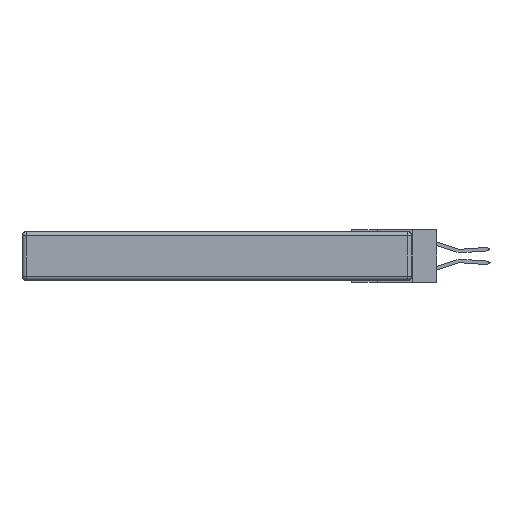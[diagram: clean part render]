
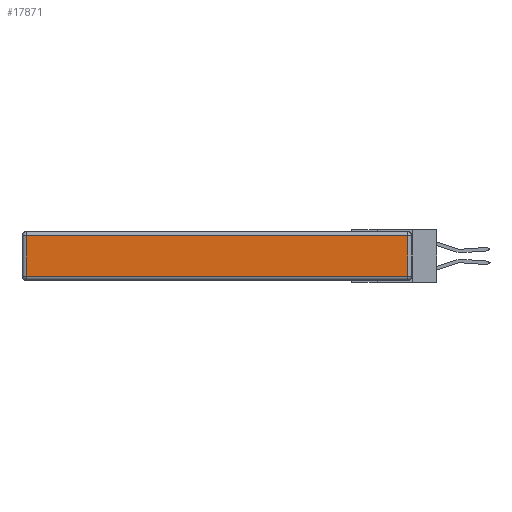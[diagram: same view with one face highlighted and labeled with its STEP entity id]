
A CAD part, left-side view. The second image highlights one B-rep face of the part: STEP entity #17871.
In plain terms, the highlighted planar face has unit normal (-1, 0, 0).
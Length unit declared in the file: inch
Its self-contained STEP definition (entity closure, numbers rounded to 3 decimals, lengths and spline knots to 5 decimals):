
#86 = ORIENTED_EDGE ( 'NONE', *, *, #11187, .T. ) ;
#453 = DIRECTION ( 'NONE',  ( 0., 1., 0. ) ) ;
#615 = CARTESIAN_POINT ( 'NONE',  ( 0., 0., -0.313 ) ) ;
#884 = VECTOR ( 'NONE', #20777, 39.37008 ) ;
#2481 = DIRECTION ( 'NONE',  ( 0., 0., 1. ) ) ;
#2728 = VECTOR ( 'NONE', #13678, 39.37008 ) ;
#3172 = AXIS2_PLACEMENT_3D ( 'NONE', #8752, #15562, #19024 ) ;
#3355 = CARTESIAN_POINT ( 'NONE',  ( 0., 0.03, -0.03 ) ) ;
#4287 = VERTEX_POINT ( 'NONE', #3355 ) ;
#4531 = ORIENTED_EDGE ( 'NONE', *, *, #16480, .T. ) ;
#6034 = CARTESIAN_POINT ( 'NONE',  ( 0., 2.72, -0.313 ) ) ;
#6111 = ORIENTED_EDGE ( 'NONE', *, *, #14656, .T. ) ;
#7138 = LINE ( 'NONE', #21073, #14308 ) ;
#7161 = PLANE ( 'NONE',  #3172 ) ;
#8752 = CARTESIAN_POINT ( 'NONE',  ( 0., 0., -0.343 ) ) ;
#10915 = CARTESIAN_POINT ( 'NONE',  ( 0., 2.75, -0.03 ) ) ;
#11187 = EDGE_CURVE ( 'NONE', #11720, #15202, #19747, .T. ) ;
#11507 = CARTESIAN_POINT ( 'NONE',  ( 0., 2.72, -0.03 ) ) ;
#11720 = VERTEX_POINT ( 'NONE', #11507 ) ;
#12468 = EDGE_CURVE ( 'NONE', #15202, #14180, #16795, .T. ) ;
#12647 = LINE ( 'NONE', #10915, #18988 ) ;
#13678 = DIRECTION ( 'NONE',  ( 0., -1., 0. ) ) ;
#14180 = VERTEX_POINT ( 'NONE', #20847 ) ;
#14308 = VECTOR ( 'NONE', #2481, 39.37008 ) ;
#14656 = EDGE_CURVE ( 'NONE', #14180, #4287, #7138, .T. ) ;
#15202 = VERTEX_POINT ( 'NONE', #6034 ) ;
#15562 = DIRECTION ( 'NONE',  ( -1., 0., 0. ) ) ;
#16480 = EDGE_CURVE ( 'NONE', #4287, #11720, #12647, .T. ) ;
#16795 = LINE ( 'NONE', #615, #2728 ) ;
#17093 = EDGE_LOOP ( 'NONE', ( #20714, #6111, #4531, #86 ) ) ;
#17229 = FACE_OUTER_BOUND ( 'NONE', #17093, .T. ) ;
#17871 = ADVANCED_FACE ( 'NONE', ( #17229 ), #7161, .T. ) ;
#18864 = CARTESIAN_POINT ( 'NONE',  ( 0., 2.72, -0.343 ) ) ;
#18988 = VECTOR ( 'NONE', #453, 39.37008 ) ;
#19024 = DIRECTION ( 'NONE',  ( 0., 0., 1. ) ) ;
#19747 = LINE ( 'NONE', #18864, #884 ) ;
#20714 = ORIENTED_EDGE ( 'NONE', *, *, #12468, .T. ) ;
#20777 = DIRECTION ( 'NONE',  ( 0., 0., -1. ) ) ;
#20847 = CARTESIAN_POINT ( 'NONE',  ( 0., 0.03, -0.313 ) ) ;
#21073 = CARTESIAN_POINT ( 'NONE',  ( 0., 0.03, -0.343 ) ) ;
